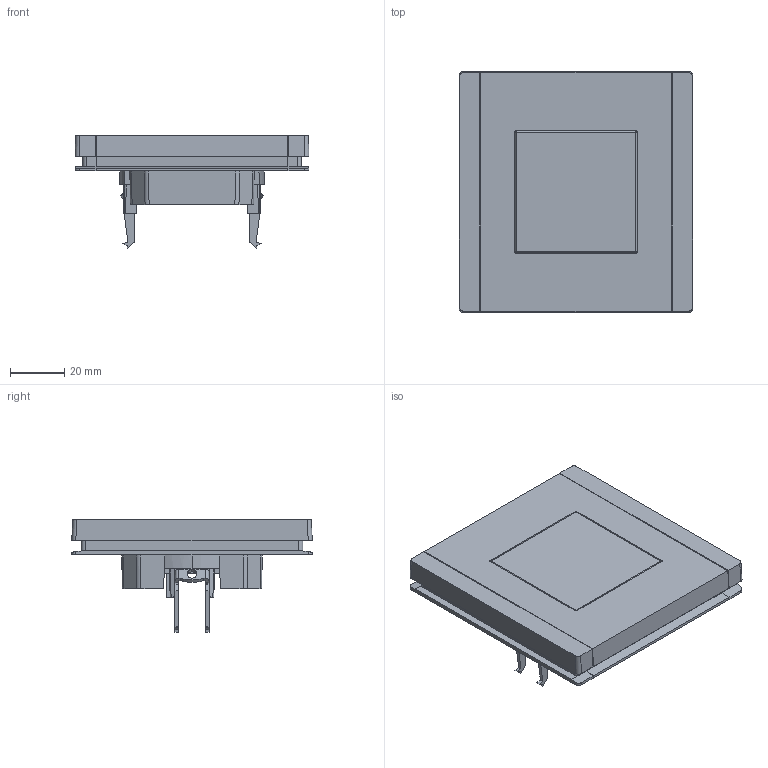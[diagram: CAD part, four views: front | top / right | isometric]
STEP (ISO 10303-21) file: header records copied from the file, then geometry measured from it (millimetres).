
FILE_DESCRIPTION (( 'STEP AP214' ), '1' );
FILE_NAME ('諘蜱齁罻.STEP', '2025-03-11T12:27:47', ( '' ), ( '' ), 'SwSTEP 2.0', 'SolidWorks 2022', '' );
FILE_SCHEMA (( 'AUTOMOTIVE_DESIGN' ));
Length unit declared in the file: millimetre
Products named in the file (1): заглушка
Bounding box: 86.46 x 89 x 41.56 mm (x, y, z)
Volume: 110108.4 mm3; surface area: 43483.1 mm2
Topology: 1 solids, 92 shells, 1937 faces, 5154 edges, 3402 vertices
Faces by surface type: plane 1438, cylinder 400, bspline 57, cone 36, sphere 4, torus 2
Entity records: 60306 total; most frequent: CARTESIAN_POINT 13704, ORIENTED_EDGE 10308, DIRECTION 8701, EDGE_CURVE 5154, LINE 3987, VECTOR 3987, VERTEX_POINT 3402, AXIS2_PLACEMENT_3D 2357
